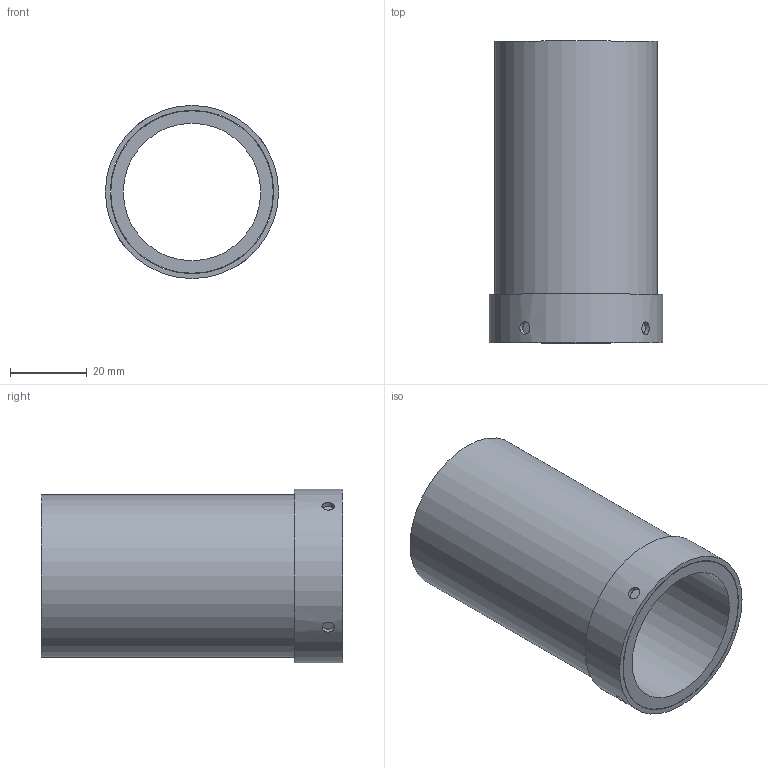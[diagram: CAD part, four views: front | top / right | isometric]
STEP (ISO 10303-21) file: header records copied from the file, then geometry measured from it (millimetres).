
FILE_DESCRIPTION(/* description */ (''),/* implementation_level */ '2;1');
FILE_NAME(/* name */ 'Periscope Vertical Pipe v1.step',/* time_stamp */ '2022-04-06T19:47:23-04:00',/* author */ (''),/* organization */ (''),/* preprocessor_version */ 'ST-DEVELOPER v18.1',/* originating_system */ 'Autodesk Translation Framework v10.14.0.1471',/* authorisation */ '');
FILE_SCHEMA (('AUTOMOTIVE_DESIGN { 1 0 10303 214 3 1 1 }'));
Length unit declared in the file: inch
Products named in the file (1): Periscope Vertical Pipe
Bounding box: 45.11 x 78.61 x 45.11 mm (x, y, z)
Volume: 33546.6 mm3; surface area: 23927.6 mm2
Topology: 2 solids, 2 shells, 12 faces, 32 edges, 24 vertices
Faces by surface type: cylinder 8, plane 4
Full cylindrical faces by diameter (mm): 3.25 x4, 35.814 x1, 42.316 x1, 42.57 x1, 45.11 x1
Entity records: 686 total; most frequent: CARTESIAN_POINT 341, ORIENTED_EDGE 64, DIRECTION 50, EDGE_CURVE 32, EDGE_LOOP 24, VERTEX_POINT 24, AXIS2_PLACEMENT_3D 21, B_SPLINE_CURVE_WITH_KNOTS 16
